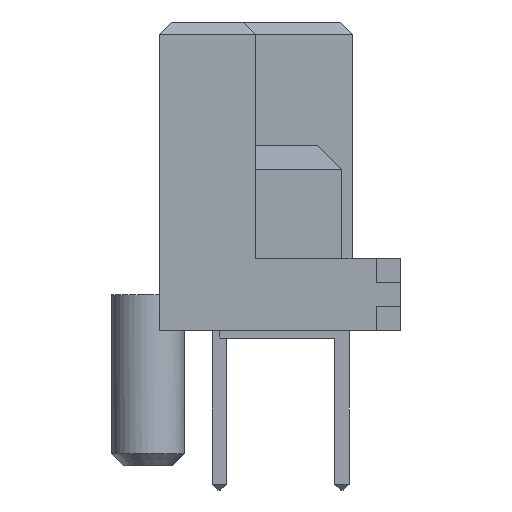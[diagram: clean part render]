
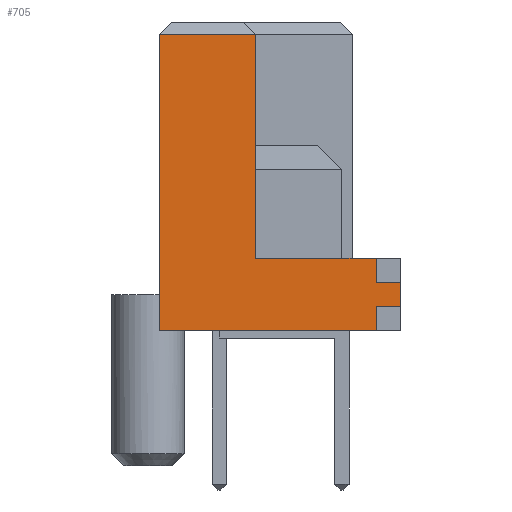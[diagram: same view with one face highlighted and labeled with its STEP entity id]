
A CAD part, front view. The second image highlights one B-rep face of the part: STEP entity #705.
In plain terms, the highlighted planar face has unit normal (0, -1, 0).
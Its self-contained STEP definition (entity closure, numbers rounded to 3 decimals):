
#13=DIRECTION('',(0.,0.,1.));
#27=VECTOR('',#13,1.);
#30=VERTEX_POINT('',#31);
#31=CARTESIAN_POINT('',(3.25,-11.415,0.5));
#36=EDGE_CURVE('',#37,#30,#39,.T.);
#37=VERTEX_POINT('',#38);
#38=CARTESIAN_POINT('',(3.25,-11.415,0.));
#39=LINE('',#38,#27);
#45=DIRECTION('',(1.,0.,0.));
#59=VECTOR('',#60,1.);
#60=DIRECTION('',(-1.,0.,0.));
#77=VECTOR('',#45,1.);
#95=CARTESIAN_POINT('',(-1.25,-11.415,0.));
#322=EDGE_CURVE('',#37,#323,#324,.T.);
#323=VERTEX_POINT('',#95);
#324=LINE('',#325,#59);
#325=CARTESIAN_POINT('',(3.75,-11.415,0.));
#694=ORIENTED_EDGE('',*,*,#695,.T.);
#695=EDGE_CURVE('',#30,#696,#698,.T.);
#696=VERTEX_POINT('',#697);
#697=CARTESIAN_POINT('',(3.75,-11.415,0.5));
#698=LINE('',#31,#77);
#705=ADVANCED_FACE('',(#706),#746,.T.);
#706=FACE_BOUND('',#707,.T.);
#707=EDGE_LOOP('',(#708,#709,#694,#710,#715,#720,#725,#731,#737,#743));
#708=ORIENTED_EDGE('',*,*,#322,.F.);
#709=ORIENTED_EDGE('',*,*,#36,.T.);
#710=ORIENTED_EDGE('',*,*,#711,.T.);
#711=EDGE_CURVE('',#696,#712,#714,.T.);
#712=VERTEX_POINT('',#713);
#713=CARTESIAN_POINT('',(3.75,-11.415,1.));
#714=LINE('',#325,#27);
#715=ORIENTED_EDGE('',*,*,#716,.F.);
#716=EDGE_CURVE('',#717,#712,#719,.T.);
#717=VERTEX_POINT('',#718);
#718=CARTESIAN_POINT('',(3.25,-11.415,1.));
#719=LINE('',#718,#77);
#720=ORIENTED_EDGE('',*,*,#721,.T.);
#721=EDGE_CURVE('',#717,#722,#724,.T.);
#722=VERTEX_POINT('',#723);
#723=CARTESIAN_POINT('',(3.25,-11.415,1.5));
#724=LINE('',#718,#27);
#725=ORIENTED_EDGE('',*,*,#726,.T.);
#726=EDGE_CURVE('',#722,#727,#729,.T.);
#727=VERTEX_POINT('',#728);
#728=CARTESIAN_POINT('',(0.75,-11.415,1.5));
#729=LINE('',#730,#59);
#730=CARTESIAN_POINT('',(3.75,-11.415,1.5));
#731=ORIENTED_EDGE('',*,*,#732,.T.);
#732=EDGE_CURVE('',#727,#733,#735,.T.);
#733=VERTEX_POINT('',#734);
#734=CARTESIAN_POINT('',(0.75,-11.415,6.15));
#735=LINE('',#736,#27);
#736=CARTESIAN_POINT('',(0.75,-11.415,0.));
#737=ORIENTED_EDGE('',*,*,#738,.F.);
#738=EDGE_CURVE('',#739,#733,#741,.T.);
#739=VERTEX_POINT('',#740);
#740=CARTESIAN_POINT('',(-1.25,-11.415,6.15));
#741=LINE('',#742,#77);
#742=CARTESIAN_POINT('',(-1.,-11.415,6.15));
#743=ORIENTED_EDGE('',*,*,#744,.F.);
#744=EDGE_CURVE('',#323,#739,#745,.T.);
#745=LINE('',#95,#27);
#746=PLANE('',#747);
#747=AXIS2_PLACEMENT_3D('',#748,#749,#750);
#748=CARTESIAN_POINT('',(0.602,-11.415,2.449));
#749=DIRECTION('',(0.,-1.,0.));
#750=DIRECTION('',(-1.,0.,0.));
